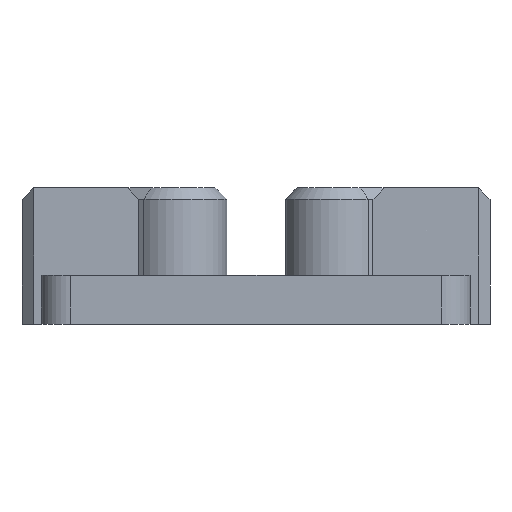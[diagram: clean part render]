
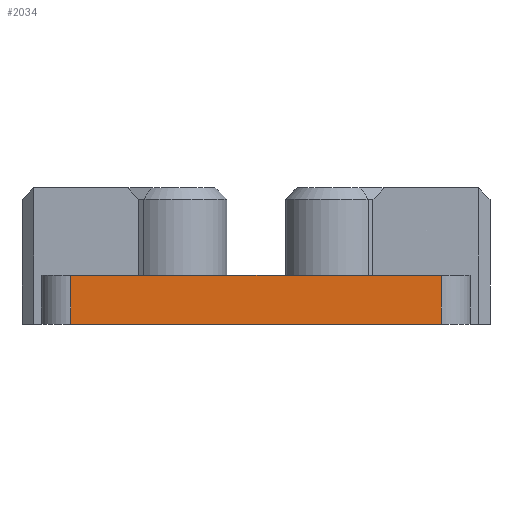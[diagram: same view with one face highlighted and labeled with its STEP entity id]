
A CAD part, left-side view. The second image highlights one B-rep face of the part: STEP entity #2034.
In plain terms, the highlighted planar face has unit normal (-1, 0, 0).
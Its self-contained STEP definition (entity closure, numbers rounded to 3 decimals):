
#126 = PLANE('',#127);
#127 = AXIS2_PLACEMENT_3D('',#128,#129,#130);
#128 = CARTESIAN_POINT('',(-0.14,0.001,0.));
#129 = DIRECTION('',(-0.,-0.,-1.));
#130 = DIRECTION('',(-1.,0.,0.));
#2034 = ADVANCED_FACE('',(#2035),#2049,.F.);
#2035 = FACE_BOUND('',#2036,.F.);
#2036 = EDGE_LOOP('',(#2037,#2072,#2100,#2123));
#2037 = ORIENTED_EDGE('',*,*,#2038,.F.);
#2038 = EDGE_CURVE('',#2039,#2041,#2043,.T.);
#2039 = VERTEX_POINT('',#2040);
#2040 = CARTESIAN_POINT('',(-63.,-19.,5.));
#2041 = VERTEX_POINT('',#2042);
#2042 = CARTESIAN_POINT('',(-63.,19.,5.));
#2043 = SURFACE_CURVE('',#2044,(#2048,#2060),.PCURVE_S1.);
#2044 = LINE('',#2045,#2046);
#2045 = CARTESIAN_POINT('',(-63.,-22.,5.));
#2046 = VECTOR('',#2047,1.);
#2047 = DIRECTION('',(0.,1.,0.));
#2048 = PCURVE('',#2049,#2054);
#2049 = PLANE('',#2050);
#2050 = AXIS2_PLACEMENT_3D('',#2051,#2052,#2053);
#2051 = CARTESIAN_POINT('',(-63.,-22.,0.));
#2052 = DIRECTION('',(1.,0.,0.));
#2053 = DIRECTION('',(0.,0.,1.));
#2054 = DEFINITIONAL_REPRESENTATION('',(#2055),#2059);
#2055 = LINE('',#2056,#2057);
#2056 = CARTESIAN_POINT('',(5.,0.));
#2057 = VECTOR('',#2058,1.);
#2058 = DIRECTION('',(0.,-1.));
#2059 = ( GEOMETRIC_REPRESENTATION_CONTEXT(2) 
PARAMETRIC_REPRESENTATION_CONTEXT() REPRESENTATION_CONTEXT('2D SPACE',''
  ) );
#2060 = PCURVE('',#2061,#2066);
#2061 = PLANE('',#2062);
#2062 = AXIS2_PLACEMENT_3D('',#2063,#2064,#2065);
#2063 = CARTESIAN_POINT('',(-63.,-22.,5.));
#2064 = DIRECTION('',(0.,0.,1.));
#2065 = DIRECTION('',(1.,0.,0.));
#2066 = DEFINITIONAL_REPRESENTATION('',(#2067),#2071);
#2067 = LINE('',#2068,#2069);
#2068 = CARTESIAN_POINT('',(0.,0.));
#2069 = VECTOR('',#2070,1.);
#2070 = DIRECTION('',(0.,1.));
#2071 = ( GEOMETRIC_REPRESENTATION_CONTEXT(2) 
PARAMETRIC_REPRESENTATION_CONTEXT() REPRESENTATION_CONTEXT('2D SPACE',''
  ) );
#2072 = ORIENTED_EDGE('',*,*,#2073,.F.);
#2073 = EDGE_CURVE('',#2074,#2039,#2076,.T.);
#2074 = VERTEX_POINT('',#2075);
#2075 = CARTESIAN_POINT('',(-63.,-19.,0.));
#2076 = SURFACE_CURVE('',#2077,(#2081,#2088),.PCURVE_S1.);
#2077 = LINE('',#2078,#2079);
#2078 = CARTESIAN_POINT('',(-63.,-19.,0.));
#2079 = VECTOR('',#2080,1.);
#2080 = DIRECTION('',(0.,0.,1.));
#2081 = PCURVE('',#2049,#2082);
#2082 = DEFINITIONAL_REPRESENTATION('',(#2083),#2087);
#2083 = LINE('',#2084,#2085);
#2084 = CARTESIAN_POINT('',(0.,-3.));
#2085 = VECTOR('',#2086,1.);
#2086 = DIRECTION('',(1.,0.));
#2087 = ( GEOMETRIC_REPRESENTATION_CONTEXT(2) 
PARAMETRIC_REPRESENTATION_CONTEXT() REPRESENTATION_CONTEXT('2D SPACE',''
  ) );
#2088 = PCURVE('',#2089,#2094);
#2089 = CYLINDRICAL_SURFACE('',#2090,3.);
#2090 = AXIS2_PLACEMENT_3D('',#2091,#2092,#2093);
#2091 = CARTESIAN_POINT('',(-60.,-19.,0.));
#2092 = DIRECTION('',(0.,0.,1.));
#2093 = DIRECTION('',(-1.,0.,0.));
#2094 = DEFINITIONAL_REPRESENTATION('',(#2095),#2099);
#2095 = LINE('',#2096,#2097);
#2096 = CARTESIAN_POINT('',(0.,0.));
#2097 = VECTOR('',#2098,1.);
#2098 = DIRECTION('',(0.,1.));
#2099 = ( GEOMETRIC_REPRESENTATION_CONTEXT(2) 
PARAMETRIC_REPRESENTATION_CONTEXT() REPRESENTATION_CONTEXT('2D SPACE',''
  ) );
#2100 = ORIENTED_EDGE('',*,*,#2101,.T.);
#2101 = EDGE_CURVE('',#2074,#2102,#2104,.T.);
#2102 = VERTEX_POINT('',#2103);
#2103 = CARTESIAN_POINT('',(-63.,19.,0.));
#2104 = SURFACE_CURVE('',#2105,(#2109,#2116),.PCURVE_S1.);
#2105 = LINE('',#2106,#2107);
#2106 = CARTESIAN_POINT('',(-63.,-22.,0.));
#2107 = VECTOR('',#2108,1.);
#2108 = DIRECTION('',(0.,1.,0.));
#2109 = PCURVE('',#2049,#2110);
#2110 = DEFINITIONAL_REPRESENTATION('',(#2111),#2115);
#2111 = LINE('',#2112,#2113);
#2112 = CARTESIAN_POINT('',(0.,0.));
#2113 = VECTOR('',#2114,1.);
#2114 = DIRECTION('',(0.,-1.));
#2115 = ( GEOMETRIC_REPRESENTATION_CONTEXT(2) 
PARAMETRIC_REPRESENTATION_CONTEXT() REPRESENTATION_CONTEXT('2D SPACE',''
  ) );
#2116 = PCURVE('',#126,#2117);
#2117 = DEFINITIONAL_REPRESENTATION('',(#2118),#2122);
#2118 = LINE('',#2119,#2120);
#2119 = CARTESIAN_POINT('',(62.86,-22.001));
#2120 = VECTOR('',#2121,1.);
#2121 = DIRECTION('',(0.,1.));
#2122 = ( GEOMETRIC_REPRESENTATION_CONTEXT(2) 
PARAMETRIC_REPRESENTATION_CONTEXT() REPRESENTATION_CONTEXT('2D SPACE',''
  ) );
#2123 = ORIENTED_EDGE('',*,*,#2124,.T.);
#2124 = EDGE_CURVE('',#2102,#2041,#2125,.T.);
#2125 = SURFACE_CURVE('',#2126,(#2130,#2137),.PCURVE_S1.);
#2126 = LINE('',#2127,#2128);
#2127 = CARTESIAN_POINT('',(-63.,19.,0.));
#2128 = VECTOR('',#2129,1.);
#2129 = DIRECTION('',(0.,0.,1.));
#2130 = PCURVE('',#2049,#2131);
#2131 = DEFINITIONAL_REPRESENTATION('',(#2132),#2136);
#2132 = LINE('',#2133,#2134);
#2133 = CARTESIAN_POINT('',(0.,-41.));
#2134 = VECTOR('',#2135,1.);
#2135 = DIRECTION('',(1.,0.));
#2136 = ( GEOMETRIC_REPRESENTATION_CONTEXT(2) 
PARAMETRIC_REPRESENTATION_CONTEXT() REPRESENTATION_CONTEXT('2D SPACE',''
  ) );
#2137 = PCURVE('',#2138,#2143);
#2138 = CYLINDRICAL_SURFACE('',#2139,3.);
#2139 = AXIS2_PLACEMENT_3D('',#2140,#2141,#2142);
#2140 = CARTESIAN_POINT('',(-60.,19.,0.));
#2141 = DIRECTION('',(0.,0.,1.));
#2142 = DIRECTION('',(-1.,0.,0.));
#2143 = DEFINITIONAL_REPRESENTATION('',(#2144),#2148);
#2144 = LINE('',#2145,#2146);
#2145 = CARTESIAN_POINT('',(-0.,0.));
#2146 = VECTOR('',#2147,1.);
#2147 = DIRECTION('',(-0.,1.));
#2148 = ( GEOMETRIC_REPRESENTATION_CONTEXT(2) 
PARAMETRIC_REPRESENTATION_CONTEXT() REPRESENTATION_CONTEXT('2D SPACE',''
  ) );
